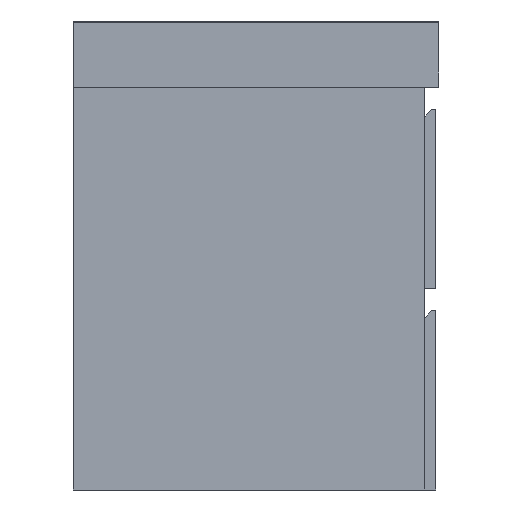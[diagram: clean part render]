
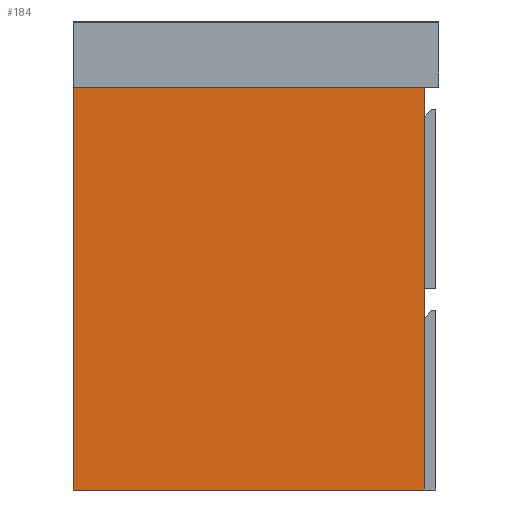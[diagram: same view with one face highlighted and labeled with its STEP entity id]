
A CAD part, left-side view. The second image highlights one B-rep face of the part: STEP entity #184.
In plain terms, the highlighted planar face has unit normal (-1, 0, 0).
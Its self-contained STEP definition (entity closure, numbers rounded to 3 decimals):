
#184=ADVANCED_FACE('',(#242),#897,.T.);
#242=FACE_OUTER_BOUND('',#300,.T.);
#300=EDGE_LOOP('',(#417,#418,#419,#420));
#417=ORIENTED_EDGE('',*,*,#629,.F.);
#418=ORIENTED_EDGE('',*,*,#616,.T.);
#419=ORIENTED_EDGE('',*,*,#627,.T.);
#420=ORIENTED_EDGE('',*,*,#628,.F.);
#616=EDGE_CURVE('',#830,#829,#737,.T.);
#627=EDGE_CURVE('',#829,#837,#748,.T.);
#628=EDGE_CURVE('',#838,#837,#749,.T.);
#629=EDGE_CURVE('',#830,#838,#750,.T.);
#737=B_SPLINE_CURVE_WITH_KNOTS('',1,(#1307,#1308),.UNSPECIFIED.,.F.,.F.,
(2,2),(-550.,0.),.UNSPECIFIED.);
#748=B_SPLINE_CURVE_WITH_KNOTS('',1,(#1329,#1330),.UNSPECIFIED.,.F.,.F.,
(2,2),(-480.,0.),.UNSPECIFIED.);
#749=B_SPLINE_CURVE_WITH_KNOTS('',1,(#1331,#1332),.UNSPECIFIED.,.F.,.F.,
(2,2),(-550.,0.),.UNSPECIFIED.);
#750=B_SPLINE_CURVE_WITH_KNOTS('',1,(#1333,#1334),.UNSPECIFIED.,.F.,.F.,
(2,2),(-480.,0.),.UNSPECIFIED.);
#829=VERTEX_POINT('',#1287);
#830=VERTEX_POINT('',#1288);
#837=VERTEX_POINT('',#1295);
#838=VERTEX_POINT('',#1296);
#897=PLANE('',#1061);
#1061=AXIS2_PLACEMENT_3D('',#1276,#1130,$);
#1130=DIRECTION('',(-1.,0.,0.));
#1276=CARTESIAN_POINT('',(-594.,-330.,528.));
#1287=CARTESIAN_POINT('',(-594.,275.,480.));
#1288=CARTESIAN_POINT('',(-594.,-275.,480.));
#1295=CARTESIAN_POINT('',(-594.,275.,0.));
#1296=CARTESIAN_POINT('',(-594.,-275.,0.));
#1307=CARTESIAN_POINT('',(-594.,-275.,480.));
#1308=CARTESIAN_POINT('',(-594.,275.,480.));
#1329=CARTESIAN_POINT('',(-594.,275.,480.));
#1330=CARTESIAN_POINT('',(-594.,275.,0.));
#1331=CARTESIAN_POINT('',(-594.,-275.,0.));
#1332=CARTESIAN_POINT('',(-594.,275.,0.));
#1333=CARTESIAN_POINT('',(-594.,-275.,480.));
#1334=CARTESIAN_POINT('',(-594.,-275.,0.));
